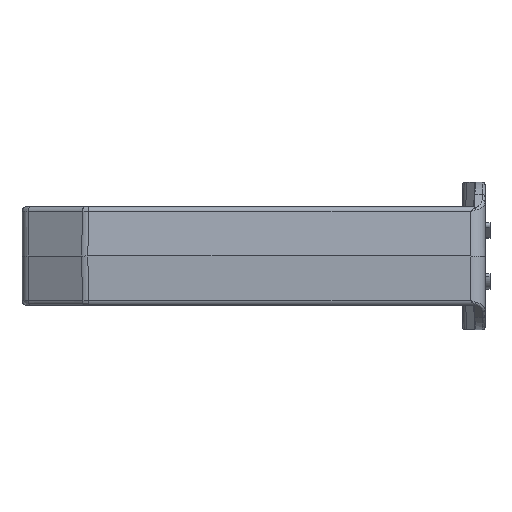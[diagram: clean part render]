
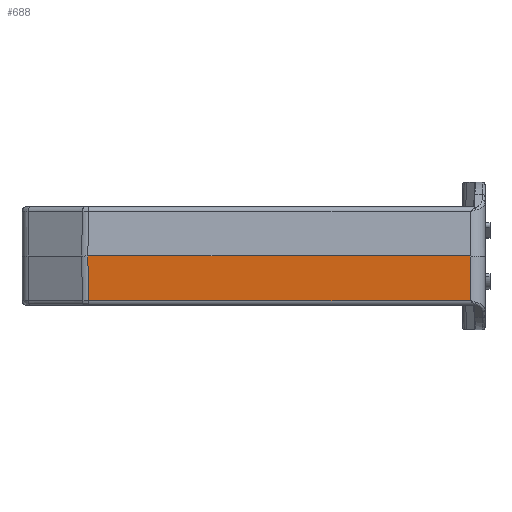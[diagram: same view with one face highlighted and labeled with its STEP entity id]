
A CAD part, left-side view. The second image highlights one B-rep face of the part: STEP entity #688.
In plain terms, the highlighted planar face has unit normal (-0.999, 0, -0.052).
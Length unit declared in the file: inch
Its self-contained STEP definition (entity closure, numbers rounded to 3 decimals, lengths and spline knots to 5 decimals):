
#688 = ADVANCED_FACE ( 'NONE', ( #4226 ), #16935, .T. ) ;
#2933 = CARTESIAN_POINT ( 'NONE',  ( -2.92234, 0.11811, 2.12405 ) ) ;
#4226 = FACE_OUTER_BOUND ( 'NONE', #19377, .T. ) ;
#4572 = CARTESIAN_POINT ( 'NONE',  ( -2.79235, -4.8378, -0.35639 ) ) ;
#4627 = B_SPLINE_CURVE_WITH_KNOTS ( 'NONE', 3,
 ( #25321, #26078, #7256, #10601 ),
 .UNSPECIFIED., .F., .F.,
 ( 4, 4 ),
 ( 0., 1. ),
 .UNSPECIFIED. ) ;
#5465 = ORIENTED_EDGE ( 'NONE', *, *, #33918, .F. ) ;
#5642 = LINE ( 'NONE', #17564, #17919 ) ;
#7256 = CARTESIAN_POINT ( 'NONE',  ( -2.79857, 3.17111, -0.23759 ) ) ;
#7946 = DIRECTION ( 'NONE',  ( -0.999, 0., -0.052 ) ) ;
#8201 = ORIENTED_EDGE ( 'NONE', *, *, #14864, .T. ) ;
#8346 = CARTESIAN_POINT ( 'NONE',  ( -2.81102, 3.17445, 0. ) ) ;
#10063 = DIRECTION ( 'NONE',  ( 0., 1., 0. ) ) ;
#10418 = VERTEX_POINT ( 'NONE', #15427 ) ;
#10514 = DIRECTION ( 'NONE',  ( -0.052, 0., 0.999 ) ) ;
#10601 = CARTESIAN_POINT ( 'NONE',  ( -2.79234, 3.16945, -0.35639 ) ) ;
#10770 = VECTOR ( 'NONE', #30415, 39.37008 ) ;
#10909 = EDGE_CURVE ( 'NONE', #10418, #35757, #37748, .T. ) ;
#11554 = CARTESIAN_POINT ( 'NONE',  ( -2.81102, 0.11811, 0. ) ) ;
#12461 = VECTOR ( 'NONE', #10063, 39.37008 ) ;
#14632 = DIRECTION ( 'NONE',  ( 0., 1., 0. ) ) ;
#14864 = EDGE_CURVE ( 'NONE', #16791, #28984, #5642, .T. ) ;
#15237 = AXIS2_PLACEMENT_3D ( 'NONE', #28382, #7946, #10514 ) ;
#15427 = CARTESIAN_POINT ( 'NONE',  ( -2.79235, 0.11811, -0.35639 ) ) ;
#16791 = VERTEX_POINT ( 'NONE', #11554 ) ;
#16935 = PLANE ( 'NONE',  #15237 ) ;
#17564 = CARTESIAN_POINT ( 'NONE',  ( -2.81102, 3.20079, 0. ) ) ;
#17919 = VECTOR ( 'NONE', #14632, 39.37008 ) ;
#19377 = EDGE_LOOP ( 'NONE', ( #26678, #26063, #5465, #8201 ) ) ;
#23408 = CARTESIAN_POINT ( 'NONE',  ( -2.79234, 3.16945, -0.35639 ) ) ;
#25321 = CARTESIAN_POINT ( 'NONE',  ( -2.81102, 3.17445, 0. ) ) ;
#26063 = ORIENTED_EDGE ( 'NONE', *, *, #10909, .F. ) ;
#26078 = CARTESIAN_POINT ( 'NONE',  ( -2.8048, 3.17278, -0.1188 ) ) ;
#26678 = ORIENTED_EDGE ( 'NONE', *, *, #36401, .T. ) ;
#28382 = CARTESIAN_POINT ( 'NONE',  ( -2.81102, 3.20079, 0. ) ) ;
#28984 = VERTEX_POINT ( 'NONE', #8346 ) ;
#30415 = DIRECTION ( 'NONE',  ( 0.052, 0., -0.999 ) ) ;
#33918 = EDGE_CURVE ( 'NONE', #16791, #10418, #36105, .T. ) ;
#35757 = VERTEX_POINT ( 'NONE', #23408 ) ;
#36105 = LINE ( 'NONE', #2933, #10770 ) ;
#36401 = EDGE_CURVE ( 'NONE', #28984, #35757, #4627, .T. ) ;
#37748 = LINE ( 'NONE', #4572, #12461 ) ;
